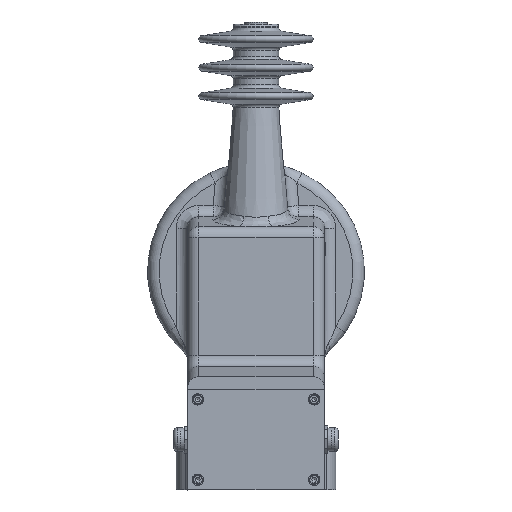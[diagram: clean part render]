
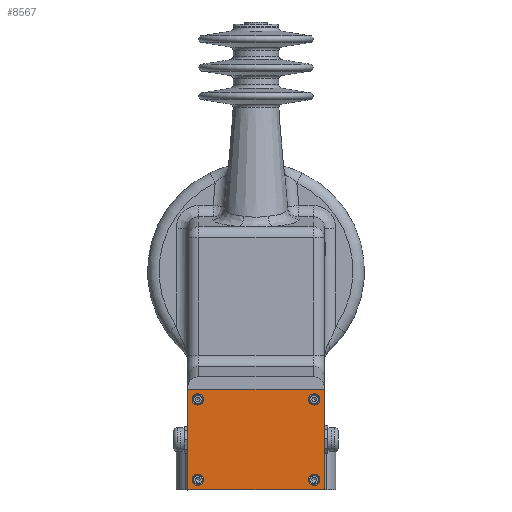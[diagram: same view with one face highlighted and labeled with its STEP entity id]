
A CAD part, left-side view. The second image highlights one B-rep face of the part: STEP entity #8567.
In plain terms, the highlighted planar face has unit normal (-1, 0, 0).
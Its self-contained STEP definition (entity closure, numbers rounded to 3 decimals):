
#8567=ADVANCED_FACE('',(#28427,#28429,#28431,#28433,#28435),#28437,.T.);
#28427=FACE_BOUND('',#28428,.T.);
#28428=EDGE_LOOP('',(#33822,#33823,#33824,#33825));
#28429=FACE_BOUND('',#28430,.T.);
#28430=EDGE_LOOP('',(#33826));
#28431=FACE_BOUND('',#28432,.T.);
#28432=EDGE_LOOP('',(#33827));
#28433=FACE_BOUND('',#28434,.T.);
#28434=EDGE_LOOP('',(#33828));
#28435=FACE_BOUND('',#28436,.T.);
#28436=EDGE_LOOP('',(#33829));
#28437=PLANE('',#28438);
#28438=AXIS2_PLACEMENT_3D('',#28439,#28440,#28441);
#28439=CARTESIAN_POINT('',(-219.,0.,0.));
#28440=DIRECTION('',(-1.,0.,0.));
#28441=DIRECTION('',(0.,-1.,0.));
#33822=ORIENTED_EDGE('',*,*,#36517,.T.);
#33823=ORIENTED_EDGE('',*,*,#36518,.T.);
#33824=ORIENTED_EDGE('',*,*,#36519,.T.);
#33825=ORIENTED_EDGE('',*,*,#36520,.T.);
#33826=ORIENTED_EDGE('',*,*,#36521,.T.);
#33827=ORIENTED_EDGE('',*,*,#36522,.T.);
#33828=ORIENTED_EDGE('',*,*,#36523,.T.);
#33829=ORIENTED_EDGE('',*,*,#36524,.T.);
#36517=EDGE_CURVE('',#40249,#40250,#40251,.T.);
#36518=EDGE_CURVE('',#40250,#40252,#40253,.T.);
#36519=EDGE_CURVE('',#40252,#40254,#40255,.T.);
#36520=EDGE_CURVE('',#40254,#40249,#40256,.T.);
#36521=EDGE_CURVE('',#40257,#40257,#40258,.F.);
#36522=EDGE_CURVE('',#40259,#40259,#40260,.F.);
#36523=EDGE_CURVE('',#40261,#40261,#40262,.F.);
#36524=EDGE_CURVE('',#40263,#40263,#40264,.F.);
#40249=VERTEX_POINT('',#51989);
#40250=VERTEX_POINT('',#51990);
#40251=LINE('',#51991,#51992);
#40252=VERTEX_POINT('',#51994);
#40253=LINE('',#51995,#51996);
#40254=VERTEX_POINT('',#51998);
#40255=LINE('',#51999,#52000);
#40256=LINE('',#52002,#52003);
#40257=VERTEX_POINT('',#52005);
#40258=CIRCLE('',#52006,5.);
#40259=VERTEX_POINT('',#52010);
#40260=CIRCLE('',#52011,5.);
#40261=VERTEX_POINT('',#52015);
#40262=CIRCLE('',#52016,5.);
#40263=VERTEX_POINT('',#52020);
#40264=CIRCLE('',#52021,5.);
#51989=CARTESIAN_POINT('',(-219.,-60.,-39.6));
#51990=CARTESIAN_POINT('',(-219.,60.,-39.6));
#51991=CARTESIAN_POINT('',(-219.,-60.,-39.6));
#51992=VECTOR('',#51993,1.);
#51993=DIRECTION('',(0.,1.,0.));
#51994=CARTESIAN_POINT('',(-219.,60.,-128.));
#51995=CARTESIAN_POINT('',(-219.,60.,-39.6));
#51996=VECTOR('',#51997,1.);
#51997=DIRECTION('',(0.,0.,-1.));
#51998=CARTESIAN_POINT('',(-219.,-60.,-128.));
#51999=CARTESIAN_POINT('',(-219.,60.,-128.));
#52000=VECTOR('',#52001,1.);
#52001=DIRECTION('',(0.,-1.,0.));
#52002=CARTESIAN_POINT('',(-219.,-60.,-128.));
#52003=VECTOR('',#52004,1.);
#52004=DIRECTION('',(0.,0.,1.));
#52005=CARTESIAN_POINT('',(-219.,46.,-48.6));
#52006=AXIS2_PLACEMENT_3D('',#52007,#52008,#52009);
#52007=CARTESIAN_POINT('',(-219.,51.,-48.6));
#52008=DIRECTION('',(-1.,0.,0.));
#52009=DIRECTION('',(0.,-1.,0.));
#52010=CARTESIAN_POINT('',(-219.,-56.,-48.6));
#52011=AXIS2_PLACEMENT_3D('',#52012,#52013,#52014);
#52012=CARTESIAN_POINT('',(-219.,-51.,-48.6));
#52013=DIRECTION('',(-1.,0.,0.));
#52014=DIRECTION('',(0.,-1.,0.));
#52015=CARTESIAN_POINT('',(-219.,-56.,-119.));
#52016=AXIS2_PLACEMENT_3D('',#52017,#52018,#52019);
#52017=CARTESIAN_POINT('',(-219.,-51.,-119.));
#52018=DIRECTION('',(-1.,0.,0.));
#52019=DIRECTION('',(0.,-1.,0.));
#52020=CARTESIAN_POINT('',(-219.,46.,-119.));
#52021=AXIS2_PLACEMENT_3D('',#52022,#52023,#52024);
#52022=CARTESIAN_POINT('',(-219.,51.,-119.));
#52023=DIRECTION('',(-1.,0.,0.));
#52024=DIRECTION('',(0.,-1.,0.));
